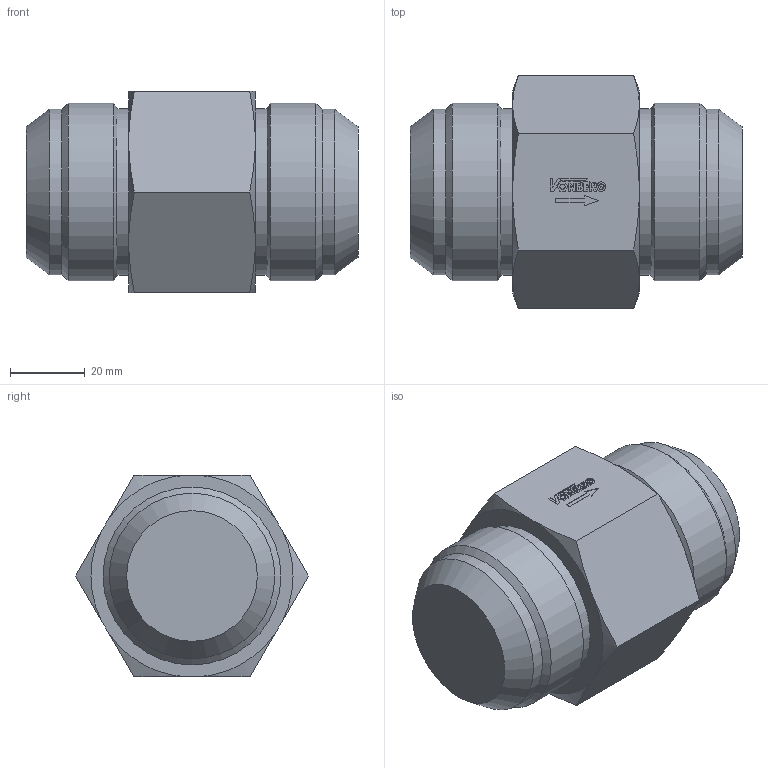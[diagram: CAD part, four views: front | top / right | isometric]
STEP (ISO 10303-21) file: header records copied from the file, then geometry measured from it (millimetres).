
FILE_DESCRIPTION((''),'2;1');
FILE_NAME('1924.stp','2014-12-30T16:07:48',('jml'),(''),'Autodesk Inventor 2010','Autodesk Inventor 2010','');
FILE_SCHEMA(('AUTOMOTIVE_DESIGN { 1 0 10303 214 1 1 1 1 }'));
Length unit declared in the file: inch
Products named in the file (1): 1924
Bounding box: 88.9 x 62.33 x 53.98 mm (x, y, z)
Volume: 173019.1 mm3; surface area: 18634.2 mm2
Topology: 1 solids, 1 shells, 132 faces, 335 edges, 220 vertices
Faces by surface type: plane 93, cylinder 21, cone 18
Full cylindrical faces by diameter (mm): 1.392 x1, 44.323 x2, 44.653 x2, 47.625 x2
Entity records: 3897 total; most frequent: CARTESIAN_POINT 723, ORIENTED_EDGE 644, DIRECTION 620, EDGE_CURVE 322, VECTOR 242, LINE 242, VERTEX_POINT 220, AXIS2_PLACEMENT_3D 189
